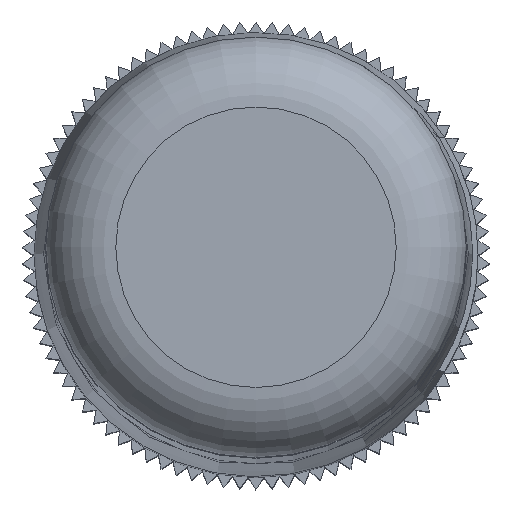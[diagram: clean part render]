
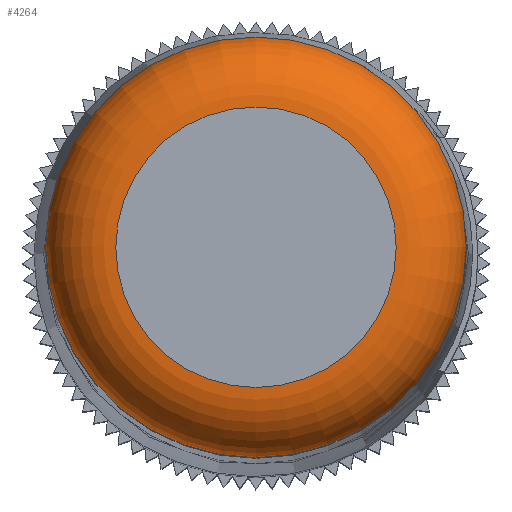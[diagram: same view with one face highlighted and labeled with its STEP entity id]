
A CAD part, top view. The second image highlights one B-rep face of the part: STEP entity #4264.
In plain terms, the highlighted toroidal (fillet/blend) face has major radius 3 mm and minor radius 1.5 mm.
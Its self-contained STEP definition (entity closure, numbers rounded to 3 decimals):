
#13=TOROIDAL_SURFACE('',#4515,3.,1.5);
#439=FACE_OUTER_BOUND('',#662,.T.);
#662=EDGE_LOOP('',(#3989,#3990,#3991,#3992,#3993));
#1828=CIRCLE('',#4516,3.);
#1829=CIRCLE('',#4517,1.5);
#1830=CIRCLE('',#4518,4.5);
#1831=CIRCLE('',#4519,4.5);
#2230=VERTEX_POINT('',#6786);
#2231=VERTEX_POINT('',#6788);
#2232=VERTEX_POINT('',#6790);
#2820=EDGE_CURVE('',#2230,#2230,#1828,.T.);
#2821=EDGE_CURVE('',#2230,#2231,#1829,.T.);
#2822=EDGE_CURVE('',#2231,#2232,#1830,.T.);
#2823=EDGE_CURVE('',#2232,#2231,#1831,.T.);
#3989=ORIENTED_EDGE('',*,*,#2820,.T.);
#3990=ORIENTED_EDGE('',*,*,#2821,.T.);
#3991=ORIENTED_EDGE('',*,*,#2822,.T.);
#3992=ORIENTED_EDGE('',*,*,#2823,.T.);
#3993=ORIENTED_EDGE('',*,*,#2821,.F.);
#4264=ADVANCED_FACE('',(#439),#13,.T.);
#4515=AXIS2_PLACEMENT_3D('',#6785,#5535,#5536);
#4516=AXIS2_PLACEMENT_3D('',#6787,#5537,#5538);
#4517=AXIS2_PLACEMENT_3D('',#6789,#5539,#5540);
#4518=AXIS2_PLACEMENT_3D('',#6791,#5541,#5542);
#4519=AXIS2_PLACEMENT_3D('',#6792,#5543,#5544);
#5535=DIRECTION('center_axis',(0.,0.,1.));
#5536=DIRECTION('ref_axis',(1.,0.,0.));
#5537=DIRECTION('center_axis',(0.,0.,-1.));
#5538=DIRECTION('ref_axis',(-1.,0.,0.));
#5539=DIRECTION('center_axis',(0.,-1.,0.));
#5540=DIRECTION('ref_axis',(-1.,0.,0.));
#5541=DIRECTION('center_axis',(0.,0.,1.));
#5542=DIRECTION('ref_axis',(-1.,0.,0.));
#5543=DIRECTION('center_axis',(0.,0.,1.));
#5544=DIRECTION('ref_axis',(-1.,0.,0.));
#6785=CARTESIAN_POINT('Origin',(0.,0.,109.));
#6786=CARTESIAN_POINT('',(-3.,0.,110.5));
#6787=CARTESIAN_POINT('Origin',(0.,0.,110.5));
#6788=CARTESIAN_POINT('',(-4.5,0.,109.));
#6789=CARTESIAN_POINT('Origin',(-3.,0.,109.));
#6790=CARTESIAN_POINT('',(4.5,0.,109.));
#6791=CARTESIAN_POINT('Origin',(0.,0.,109.));
#6792=CARTESIAN_POINT('Origin',(0.,0.,109.));
